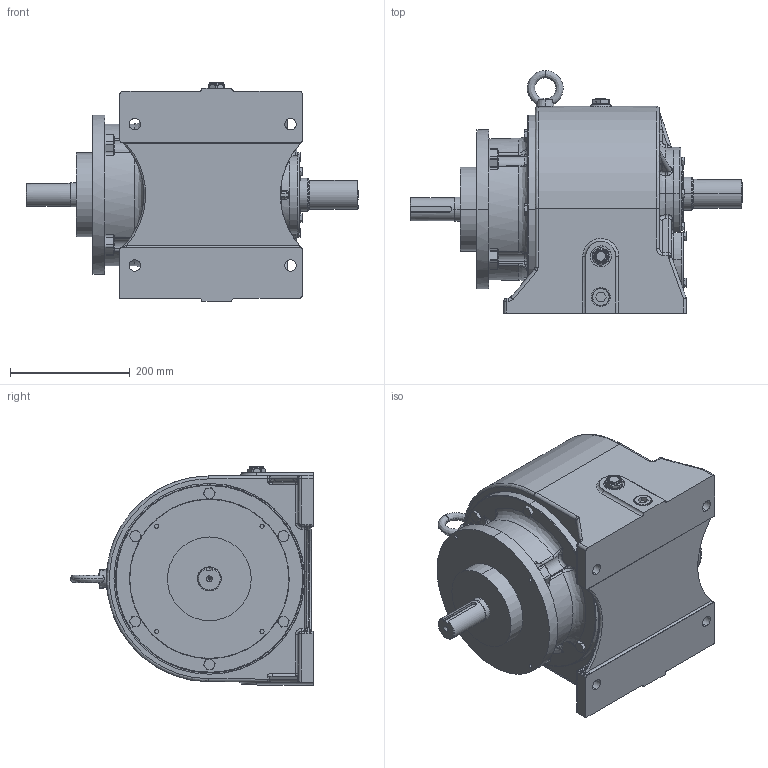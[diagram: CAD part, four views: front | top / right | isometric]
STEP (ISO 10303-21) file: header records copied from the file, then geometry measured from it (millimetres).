
FILE_DESCRIPTION (( 'STEP AP214' ), '1' );
FILE_NAME ('EK2DO07193_FCB_5.5KW_R5.STEP', '2024-01-25T04:55:09', ( '' ), ( '' ), 'SwSTEP 2.0', 'SolidWorks 2022', '' );
FILE_SCHEMA (( 'AUTOMOTIVE_DESIGN' ));
Length unit declared in the file: millimetre
Products named in the file (1): EK2DO07193_FCB_5.5KW_R5
Bounding box: 555 x 406 x 365.5 mm (x, y, z)
Surface area: 935886 mm2 (no closed solid volume)
Topology: 0 solids, 30 shells, 1361 faces, 3337 edges, 2012 vertices
Faces by surface type: cylinder 422, plane 356, bspline 309, cone 274
Entity records: 69313 total; most frequent: CARTESIAN_POINT 38713, ORIENTED_EDGE 6477, DIRECTION 5909, EDGE_CURVE 3250, AXIS2_PLACEMENT_3D 2344, VERTEX_POINT 2010, EDGE_LOOP 1490, FACE_OUTER_BOUND 1361
